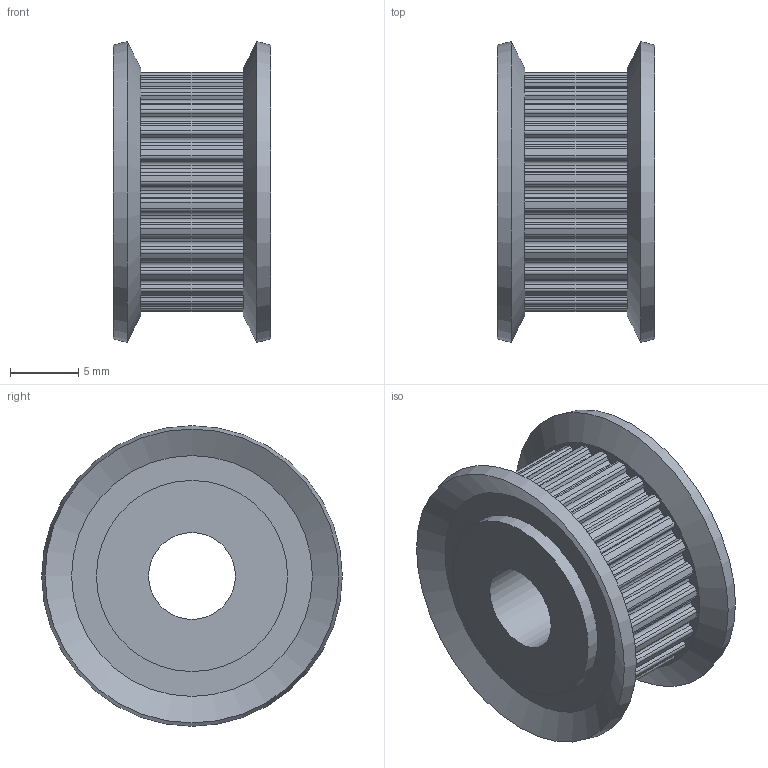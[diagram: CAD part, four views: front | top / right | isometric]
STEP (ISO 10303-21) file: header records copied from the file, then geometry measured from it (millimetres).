
FILE_DESCRIPTION( ( 'STEP AP203' ), '1' );
FILE_NAME( 'ATP28MXL025-A-HUC_2_03.stp', ' ', ( ' ' ), ( ' ' ), 'PSStep 15.0.47', 'PARTsolutions', ' ' );
FILE_SCHEMA( ( 'CONFIG_CONTROL_DESIGN' ) );
Length unit declared in the file: millimetre
Products named in the file (2): ATP28MXL025-A-HUC; _ATP28MXL025-A-HUC_in
Assembly tree (1 placements, depth 2):
  ATP28MXL025-A-HUC
    _ATP28MXL025-A-HUC_in
Bounding box: 11.5 x 22 x 22 mm (x, y, z)
Volume: 2422.4 mm3; surface area: 2041.9 mm2
Topology: 1 solids, 1 shells, 239 faces, 695 edges, 462 vertices
Faces by surface type: cylinder 171, plane 62, cone 6
Full cylindrical faces by diameter (mm): 6.35 x1, 14 x2
Entity records: 8105 total; most frequent: DIRECTION 1518, CARTESIAN_POINT 1389, ORIENTED_EDGE 1372, EDGE_CURVE 686, AXIS2_PLACEMENT_3D 591, VERTEX_POINT 462, CIRCLE 350, LINE 336
